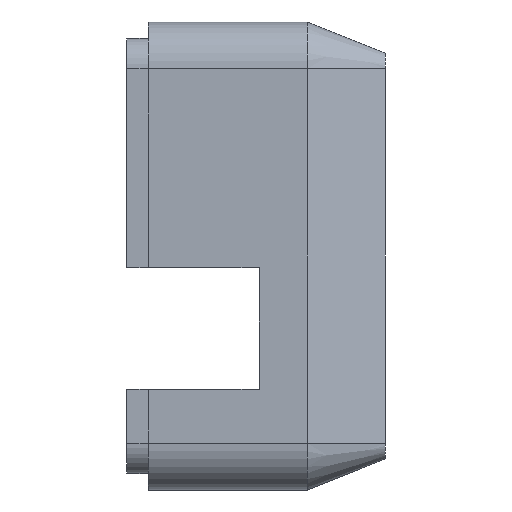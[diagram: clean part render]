
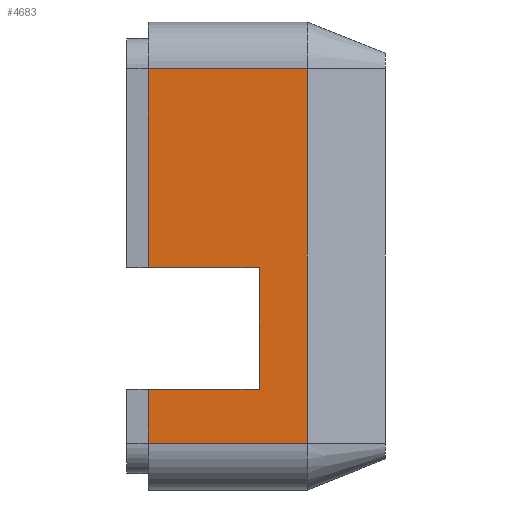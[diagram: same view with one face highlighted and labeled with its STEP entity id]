
A CAD part, left-side view. The second image highlights one B-rep face of the part: STEP entity #4683.
In plain terms, the highlighted planar face has unit normal (-1, 0, 0).
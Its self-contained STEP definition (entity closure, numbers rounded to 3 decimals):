
#100 = PLANE('',#101);
#101 = AXIS2_PLACEMENT_3D('',#102,#103,#104);
#102 = CARTESIAN_POINT('',(-45.,-14.2,-17.1));
#103 = DIRECTION('',(0.,0.,-1.));
#104 = DIRECTION('',(0.,-1.,0.));
#128 = PLANE('',#129);
#129 = AXIS2_PLACEMENT_3D('',#130,#131,#132);
#130 = CARTESIAN_POINT('',(-45.,-14.2,-1.5));
#131 = DIRECTION('',(0.,-1.,0.));
#132 = DIRECTION('',(0.,0.,1.));
#1232 = EDGE_CURVE('',#1233,#1235,#1237,.T.);
#1233 = VERTEX_POINT('',#1234);
#1234 = CARTESIAN_POINT('',(-45.,-14.2,-17.1));
#1235 = VERTEX_POINT('',#1236);
#1236 = CARTESIAN_POINT('',(-45.,0.,-17.1));
#1237 = SURFACE_CURVE('',#1238,(#1242,#1249),.PCURVE_S1.);
#1238 = LINE('',#1239,#1240);
#1239 = CARTESIAN_POINT('',(-45.,-14.2,-17.1));
#1240 = VECTOR('',#1241,1.);
#1241 = DIRECTION('',(0.,1.,0.));
#1242 = PCURVE('',#100,#1243);
#1243 = DEFINITIONAL_REPRESENTATION('',(#1244),#1248);
#1244 = LINE('',#1245,#1246);
#1245 = CARTESIAN_POINT('',(0.,0.));
#1246 = VECTOR('',#1247,1.);
#1247 = DIRECTION('',(-1.,0.));
#1248 = ( GEOMETRIC_REPRESENTATION_CONTEXT(2) 
PARAMETRIC_REPRESENTATION_CONTEXT() REPRESENTATION_CONTEXT('2D SPACE',''
  ) );
#1249 = PCURVE('',#1250,#1255);
#1250 = PLANE('',#1251);
#1251 = AXIS2_PLACEMENT_3D('',#1252,#1253,#1254);
#1252 = CARTESIAN_POINT('',(-45.,0.,24.));
#1253 = DIRECTION('',(1.,0.,0.));
#1254 = DIRECTION('',(0.,0.,-1.));
#1255 = DEFINITIONAL_REPRESENTATION('',(#1256),#1260);
#1256 = LINE('',#1257,#1258);
#1257 = CARTESIAN_POINT('',(41.1,-14.2));
#1258 = VECTOR('',#1259,1.);
#1259 = DIRECTION('',(0.,1.));
#1260 = ( GEOMETRIC_REPRESENTATION_CONTEXT(2) 
PARAMETRIC_REPRESENTATION_CONTEXT() REPRESENTATION_CONTEXT('2D SPACE',''
  ) );
#1322 = PLANE('',#1323);
#1323 = AXIS2_PLACEMENT_3D('',#1324,#1325,#1326);
#1324 = CARTESIAN_POINT('',(0.,0.,
    0.));
#1325 = DIRECTION('',(0.,1.,0.));
#1326 = DIRECTION('',(0.,0.,1.));
#1914 = PLANE('',#1915);
#1915 = AXIS2_PLACEMENT_3D('',#1916,#1917,#1918);
#1916 = CARTESIAN_POINT('',(-45.,6.,-1.5));
#1917 = DIRECTION('',(0.,0.,1.));
#1918 = DIRECTION('',(0.,1.,0.));
#1991 = EDGE_CURVE('',#1992,#1233,#1994,.T.);
#1992 = VERTEX_POINT('',#1993);
#1993 = CARTESIAN_POINT('',(-45.,-14.2,-1.5));
#1994 = SURFACE_CURVE('',#1995,(#1999,#2006),.PCURVE_S1.);
#1995 = LINE('',#1996,#1997);
#1996 = CARTESIAN_POINT('',(-45.,-14.2,-1.5));
#1997 = VECTOR('',#1998,1.);
#1998 = DIRECTION('',(0.,0.,-1.));
#1999 = PCURVE('',#128,#2000);
#2000 = DEFINITIONAL_REPRESENTATION('',(#2001),#2005);
#2001 = LINE('',#2002,#2003);
#2002 = CARTESIAN_POINT('',(-0.,0.));
#2003 = VECTOR('',#2004,1.);
#2004 = DIRECTION('',(-1.,0.));
#2005 = ( GEOMETRIC_REPRESENTATION_CONTEXT(2) 
PARAMETRIC_REPRESENTATION_CONTEXT() REPRESENTATION_CONTEXT('2D SPACE',''
  ) );
#2006 = PCURVE('',#1250,#2007);
#2007 = DEFINITIONAL_REPRESENTATION('',(#2008),#2012);
#2008 = LINE('',#2009,#2010);
#2009 = CARTESIAN_POINT('',(25.5,-14.2));
#2010 = VECTOR('',#2011,1.);
#2011 = DIRECTION('',(1.,0.));
#2012 = ( GEOMETRIC_REPRESENTATION_CONTEXT(2) 
PARAMETRIC_REPRESENTATION_CONTEXT() REPRESENTATION_CONTEXT('2D SPACE',''
  ) );
#4683 = ADVANCED_FACE('',(#4684),#1250,.F.);
#4684 = FACE_BOUND('',#4685,.F.);
#4685 = EDGE_LOOP('',(#4686,#4716,#4744,#4772,#4793,#4794,#4795,#4818));
#4686 = ORIENTED_EDGE('',*,*,#4687,.T.);
#4687 = EDGE_CURVE('',#4688,#4690,#4692,.T.);
#4688 = VERTEX_POINT('',#4689);
#4689 = CARTESIAN_POINT('',(-45.,0.,24.));
#4690 = VERTEX_POINT('',#4691);
#4691 = CARTESIAN_POINT('',(-45.,-20.4,24.));
#4692 = SURFACE_CURVE('',#4693,(#4697,#4704),.PCURVE_S1.);
#4693 = LINE('',#4694,#4695);
#4694 = CARTESIAN_POINT('',(-45.,0.,24.));
#4695 = VECTOR('',#4696,1.);
#4696 = DIRECTION('',(0.,-1.,0.));
#4697 = PCURVE('',#1250,#4698);
#4698 = DEFINITIONAL_REPRESENTATION('',(#4699),#4703);
#4699 = LINE('',#4700,#4701);
#4700 = CARTESIAN_POINT('',(0.,0.));
#4701 = VECTOR('',#4702,1.);
#4702 = DIRECTION('',(0.,-1.));
#4703 = ( GEOMETRIC_REPRESENTATION_CONTEXT(2) 
PARAMETRIC_REPRESENTATION_CONTEXT() REPRESENTATION_CONTEXT('2D SPACE',''
  ) );
#4704 = PCURVE('',#4705,#4710);
#4705 = CYLINDRICAL_SURFACE('',#4706,6.);
#4706 = AXIS2_PLACEMENT_3D('',#4707,#4708,#4709);
#4707 = CARTESIAN_POINT('',(-39.,0.,24.));
#4708 = DIRECTION('',(0.,1.,0.));
#4709 = DIRECTION('',(1.,0.,0.));
#4710 = DEFINITIONAL_REPRESENTATION('',(#4711),#4715);
#4711 = LINE('',#4712,#4713);
#4712 = CARTESIAN_POINT('',(-3.142,0.));
#4713 = VECTOR('',#4714,1.);
#4714 = DIRECTION('',(-0.,-1.));
#4715 = ( GEOMETRIC_REPRESENTATION_CONTEXT(2) 
PARAMETRIC_REPRESENTATION_CONTEXT() REPRESENTATION_CONTEXT('2D SPACE',''
  ) );
#4716 = ORIENTED_EDGE('',*,*,#4717,.T.);
#4717 = EDGE_CURVE('',#4690,#4718,#4720,.T.);
#4718 = VERTEX_POINT('',#4719);
#4719 = CARTESIAN_POINT('',(-45.,-20.4,-24.));
#4720 = SURFACE_CURVE('',#4721,(#4725,#4732),.PCURVE_S1.);
#4721 = LINE('',#4722,#4723);
#4722 = CARTESIAN_POINT('',(-45.,-20.4,24.));
#4723 = VECTOR('',#4724,1.);
#4724 = DIRECTION('',(0.,0.,-1.));
#4725 = PCURVE('',#1250,#4726);
#4726 = DEFINITIONAL_REPRESENTATION('',(#4727),#4731);
#4727 = LINE('',#4728,#4729);
#4728 = CARTESIAN_POINT('',(0.,-20.4));
#4729 = VECTOR('',#4730,1.);
#4730 = DIRECTION('',(1.,0.));
#4731 = ( GEOMETRIC_REPRESENTATION_CONTEXT(2) 
PARAMETRIC_REPRESENTATION_CONTEXT() REPRESENTATION_CONTEXT('2D SPACE',''
  ) );
#4732 = PCURVE('',#4733,#4738);
#4733 = PLANE('',#4734);
#4734 = AXIS2_PLACEMENT_3D('',#4735,#4736,#4737);
#4735 = CARTESIAN_POINT('',(-43.,-25.4,24.));
#4736 = DIRECTION('',(-0.928,-0.371,0.
    ));
#4737 = DIRECTION('',(0.,0.,-1.));
#4738 = DEFINITIONAL_REPRESENTATION('',(#4739),#4743);
#4739 = LINE('',#4740,#4741);
#4740 = CARTESIAN_POINT('',(0.,-5.385));
#4741 = VECTOR('',#4742,1.);
#4742 = DIRECTION('',(1.,0.));
#4743 = ( GEOMETRIC_REPRESENTATION_CONTEXT(2) 
PARAMETRIC_REPRESENTATION_CONTEXT() REPRESENTATION_CONTEXT('2D SPACE',''
  ) );
#4744 = ORIENTED_EDGE('',*,*,#4745,.F.);
#4745 = EDGE_CURVE('',#4746,#4718,#4748,.T.);
#4746 = VERTEX_POINT('',#4747);
#4747 = CARTESIAN_POINT('',(-45.,0.,-24.));
#4748 = SURFACE_CURVE('',#4749,(#4753,#4760),.PCURVE_S1.);
#4749 = LINE('',#4750,#4751);
#4750 = CARTESIAN_POINT('',(-45.,0.,-24.));
#4751 = VECTOR('',#4752,1.);
#4752 = DIRECTION('',(0.,-1.,0.));
#4753 = PCURVE('',#1250,#4754);
#4754 = DEFINITIONAL_REPRESENTATION('',(#4755),#4759);
#4755 = LINE('',#4756,#4757);
#4756 = CARTESIAN_POINT('',(48.,0.));
#4757 = VECTOR('',#4758,1.);
#4758 = DIRECTION('',(0.,-1.));
#4759 = ( GEOMETRIC_REPRESENTATION_CONTEXT(2) 
PARAMETRIC_REPRESENTATION_CONTEXT() REPRESENTATION_CONTEXT('2D SPACE',''
  ) );
#4760 = PCURVE('',#4761,#4766);
#4761 = CYLINDRICAL_SURFACE('',#4762,6.);
#4762 = AXIS2_PLACEMENT_3D('',#4763,#4764,#4765);
#4763 = CARTESIAN_POINT('',(-39.,0.,-24.));
#4764 = DIRECTION('',(0.,1.,0.));
#4765 = DIRECTION('',(1.,0.,0.));
#4766 = DEFINITIONAL_REPRESENTATION('',(#4767),#4771);
#4767 = LINE('',#4768,#4769);
#4768 = CARTESIAN_POINT('',(-3.142,0.));
#4769 = VECTOR('',#4770,1.);
#4770 = DIRECTION('',(-0.,-1.));
#4771 = ( GEOMETRIC_REPRESENTATION_CONTEXT(2) 
PARAMETRIC_REPRESENTATION_CONTEXT() REPRESENTATION_CONTEXT('2D SPACE',''
  ) );
#4772 = ORIENTED_EDGE('',*,*,#4773,.F.);
#4773 = EDGE_CURVE('',#1235,#4746,#4774,.T.);
#4774 = SURFACE_CURVE('',#4775,(#4779,#4786),.PCURVE_S1.);
#4775 = LINE('',#4776,#4777);
#4776 = CARTESIAN_POINT('',(-45.,0.,24.));
#4777 = VECTOR('',#4778,1.);
#4778 = DIRECTION('',(0.,0.,-1.));
#4779 = PCURVE('',#1250,#4780);
#4780 = DEFINITIONAL_REPRESENTATION('',(#4781),#4785);
#4781 = LINE('',#4782,#4783);
#4782 = CARTESIAN_POINT('',(0.,0.));
#4783 = VECTOR('',#4784,1.);
#4784 = DIRECTION('',(1.,0.));
#4785 = ( GEOMETRIC_REPRESENTATION_CONTEXT(2) 
PARAMETRIC_REPRESENTATION_CONTEXT() REPRESENTATION_CONTEXT('2D SPACE',''
  ) );
#4786 = PCURVE('',#1322,#4787);
#4787 = DEFINITIONAL_REPRESENTATION('',(#4788),#4792);
#4788 = LINE('',#4789,#4790);
#4789 = CARTESIAN_POINT('',(24.,-45.));
#4790 = VECTOR('',#4791,1.);
#4791 = DIRECTION('',(-1.,0.));
#4792 = ( GEOMETRIC_REPRESENTATION_CONTEXT(2) 
PARAMETRIC_REPRESENTATION_CONTEXT() REPRESENTATION_CONTEXT('2D SPACE',''
  ) );
#4793 = ORIENTED_EDGE('',*,*,#1232,.F.);
#4794 = ORIENTED_EDGE('',*,*,#1991,.F.);
#4795 = ORIENTED_EDGE('',*,*,#4796,.F.);
#4796 = EDGE_CURVE('',#4797,#1992,#4799,.T.);
#4797 = VERTEX_POINT('',#4798);
#4798 = CARTESIAN_POINT('',(-45.,0.,-1.5));
#4799 = SURFACE_CURVE('',#4800,(#4804,#4811),.PCURVE_S1.);
#4800 = LINE('',#4801,#4802);
#4801 = CARTESIAN_POINT('',(-45.,6.,-1.5));
#4802 = VECTOR('',#4803,1.);
#4803 = DIRECTION('',(0.,-1.,0.));
#4804 = PCURVE('',#1250,#4805);
#4805 = DEFINITIONAL_REPRESENTATION('',(#4806),#4810);
#4806 = LINE('',#4807,#4808);
#4807 = CARTESIAN_POINT('',(25.5,6.));
#4808 = VECTOR('',#4809,1.);
#4809 = DIRECTION('',(0.,-1.));
#4810 = ( GEOMETRIC_REPRESENTATION_CONTEXT(2) 
PARAMETRIC_REPRESENTATION_CONTEXT() REPRESENTATION_CONTEXT('2D SPACE',''
  ) );
#4811 = PCURVE('',#1914,#4812);
#4812 = DEFINITIONAL_REPRESENTATION('',(#4813),#4817);
#4813 = LINE('',#4814,#4815);
#4814 = CARTESIAN_POINT('',(0.,-0.));
#4815 = VECTOR('',#4816,1.);
#4816 = DIRECTION('',(-1.,0.));
#4817 = ( GEOMETRIC_REPRESENTATION_CONTEXT(2) 
PARAMETRIC_REPRESENTATION_CONTEXT() REPRESENTATION_CONTEXT('2D SPACE',''
  ) );
#4818 = ORIENTED_EDGE('',*,*,#4819,.F.);
#4819 = EDGE_CURVE('',#4688,#4797,#4820,.T.);
#4820 = SURFACE_CURVE('',#4821,(#4825,#4832),.PCURVE_S1.);
#4821 = LINE('',#4822,#4823);
#4822 = CARTESIAN_POINT('',(-45.,0.,24.));
#4823 = VECTOR('',#4824,1.);
#4824 = DIRECTION('',(0.,0.,-1.));
#4825 = PCURVE('',#1250,#4826);
#4826 = DEFINITIONAL_REPRESENTATION('',(#4827),#4831);
#4827 = LINE('',#4828,#4829);
#4828 = CARTESIAN_POINT('',(0.,0.));
#4829 = VECTOR('',#4830,1.);
#4830 = DIRECTION('',(1.,0.));
#4831 = ( GEOMETRIC_REPRESENTATION_CONTEXT(2) 
PARAMETRIC_REPRESENTATION_CONTEXT() REPRESENTATION_CONTEXT('2D SPACE',''
  ) );
#4832 = PCURVE('',#4833,#4838);
#4833 = PLANE('',#4834);
#4834 = AXIS2_PLACEMENT_3D('',#4835,#4836,#4837);
#4835 = CARTESIAN_POINT('',(0.,0.,
    0.));
#4836 = DIRECTION('',(0.,1.,0.));
#4837 = DIRECTION('',(0.,0.,1.));
#4838 = DEFINITIONAL_REPRESENTATION('',(#4839),#4843);
#4839 = LINE('',#4840,#4841);
#4840 = CARTESIAN_POINT('',(24.,-45.));
#4841 = VECTOR('',#4842,1.);
#4842 = DIRECTION('',(-1.,0.));
#4843 = ( GEOMETRIC_REPRESENTATION_CONTEXT(2) 
PARAMETRIC_REPRESENTATION_CONTEXT() REPRESENTATION_CONTEXT('2D SPACE',''
  ) );
